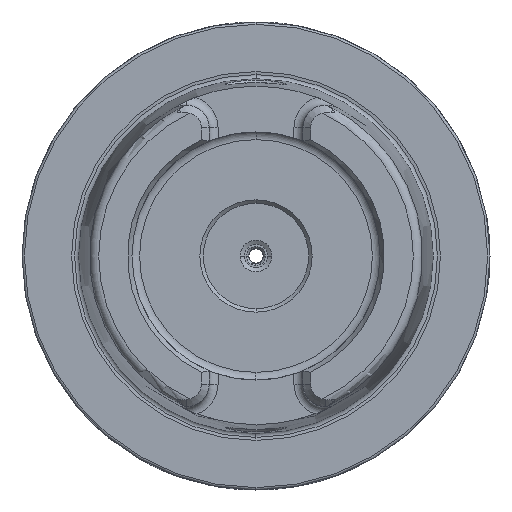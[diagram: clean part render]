
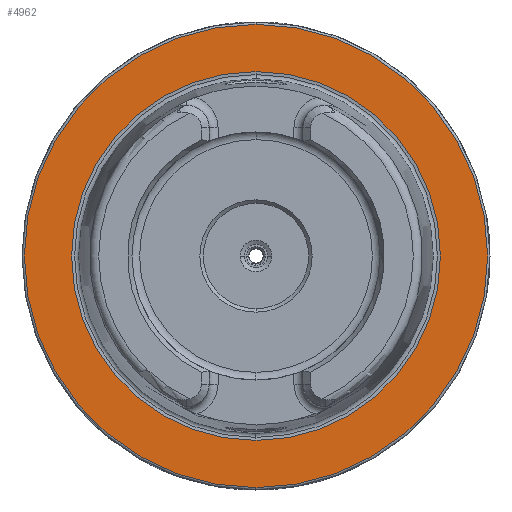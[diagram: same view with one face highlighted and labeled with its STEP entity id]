
A CAD part, left-side view. The second image highlights one B-rep face of the part: STEP entity #4962.
In plain terms, the highlighted planar face has unit normal (-1, 0, 0).
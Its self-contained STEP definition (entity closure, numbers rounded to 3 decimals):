
#56 = VERTEX_POINT ( 'NONE', #2151 ) ;
#186 = ORIENTED_EDGE ( 'NONE', *, *, #3655, .T. ) ;
#697 = EDGE_LOOP ( 'NONE', ( #8097, #186 ) ) ;
#779 = EDGE_LOOP ( 'NONE', ( #1691, #829 ) ) ;
#812 = AXIS2_PLACEMENT_3D ( 'NONE', #4096, #10007, #4978 ) ;
#829 = ORIENTED_EDGE ( 'NONE', *, *, #6099, .F. ) ;
#1261 = DIRECTION ( 'NONE',  ( -1., 0., 0. ) ) ;
#1505 = AXIS2_PLACEMENT_3D ( 'NONE', #8494, #3437, #9323 ) ;
#1555 = AXIS2_PLACEMENT_3D ( 'NONE', #8654, #3602, #9498 ) ;
#1585 = PLANE ( 'NONE',  #2920 ) ;
#1691 = ORIENTED_EDGE ( 'NONE', *, *, #6827, .F. ) ;
#1894 = CIRCLE ( 'NONE', #4540, 49.5 ) ;
#2151 = CARTESIAN_POINT ( 'NONE',  ( 0., 0., -49.5 ) ) ;
#2573 = CIRCLE ( 'NONE', #1505, 39.405 ) ;
#2920 = AXIS2_PLACEMENT_3D ( 'NONE', #8340, #10813, #5826 ) ;
#2976 = CARTESIAN_POINT ( 'NONE',  ( 0., 0., -39.405 ) ) ;
#3246 = CARTESIAN_POINT ( 'NONE',  ( 0., 0., 49.5 ) ) ;
#3437 = DIRECTION ( 'NONE',  ( -1., 0., 0. ) ) ;
#3602 = DIRECTION ( 'NONE',  ( -1., 0., 0. ) ) ;
#3655 = EDGE_CURVE ( 'NONE', #56, #9279, #1894, .T. ) ;
#4096 = CARTESIAN_POINT ( 'NONE',  ( 0., 0., 0. ) ) ;
#4540 = AXIS2_PLACEMENT_3D ( 'NONE', #6295, #1261, #7133 ) ;
#4962 = ADVANCED_FACE ( 'NONE', ( #9024, #6774 ), #1585, .F. ) ;
#4978 = DIRECTION ( 'NONE',  ( 0., 0., 1. ) ) ;
#5621 = CARTESIAN_POINT ( 'NONE',  ( 0., 0., 39.405 ) ) ;
#5826 = DIRECTION ( 'NONE',  ( 0., 0., -1. ) ) ;
#6099 = EDGE_CURVE ( 'NONE', #8204, #6619, #8175, .T. ) ;
#6295 = CARTESIAN_POINT ( 'NONE',  ( 0., 0., 0. ) ) ;
#6317 = EDGE_CURVE ( 'NONE', #9279, #56, #10736, .T. ) ;
#6619 = VERTEX_POINT ( 'NONE', #5621 ) ;
#6774 = FACE_OUTER_BOUND ( 'NONE', #697, .T. ) ;
#6827 = EDGE_CURVE ( 'NONE', #6619, #8204, #2573, .T. ) ;
#7133 = DIRECTION ( 'NONE',  ( 0., 0., 1. ) ) ;
#8097 = ORIENTED_EDGE ( 'NONE', *, *, #6317, .T. ) ;
#8175 = CIRCLE ( 'NONE', #1555, 39.405 ) ;
#8204 = VERTEX_POINT ( 'NONE', #2976 ) ;
#8340 = CARTESIAN_POINT ( 'NONE',  ( 0., 49.5, 0. ) ) ;
#8494 = CARTESIAN_POINT ( 'NONE',  ( 0., 0., 0. ) ) ;
#8654 = CARTESIAN_POINT ( 'NONE',  ( 0., 0., 0. ) ) ;
#9024 = FACE_BOUND ( 'NONE', #779, .T. ) ;
#9279 = VERTEX_POINT ( 'NONE', #3246 ) ;
#9323 = DIRECTION ( 'NONE',  ( 0., 0., 1. ) ) ;
#9498 = DIRECTION ( 'NONE',  ( 0., 0., 1. ) ) ;
#10007 = DIRECTION ( 'NONE',  ( -1., 0., 0. ) ) ;
#10736 = CIRCLE ( 'NONE', #812, 49.5 ) ;
#10813 = DIRECTION ( 'NONE',  ( 1., 0., 0. ) ) ;
